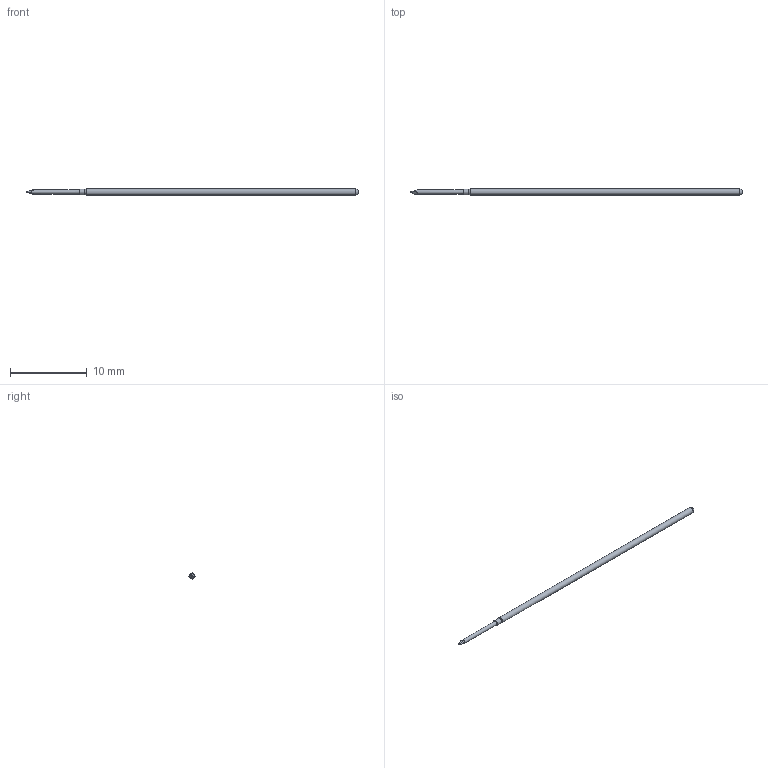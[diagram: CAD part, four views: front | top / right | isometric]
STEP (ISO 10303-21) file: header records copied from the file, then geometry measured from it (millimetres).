
FILE_DESCRIPTION (( 'STEP AP214' ), '1' );
FILE_NAME ('050-R2563.STEP', '2023-06-15T18:47:22', ( '' ), ( '' ), 'SwSTEP 2.0', 'SolidWorks 2020', '' );
FILE_SCHEMA (( 'AUTOMOTIVE_DESIGN' ));
Length unit declared in the file: inch
Products named in the file (1): 050-R2563
Bounding box: 43.18 x 0.78 x 0.78 mm (x, y, z)
Volume: 18.7 mm3; surface area: 100.3 mm2
Topology: 1 solids, 1 shells, 14 faces, 31 edges, 20 vertices
Faces by surface type: bspline 6, cylinder 3, plane 3, torus 1, cone 1
Full cylindrical faces by diameter (mm): 0.531 x1, 0.711 x1, 0.782 x1
Entity records: 1335 total; most frequent: CARTESIAN_POINT 882, ORIENTED_EDGE 48, DIRECTION 30, EDGE_CURVE 24, EDGE_LOOP 20, FACE_OUTER_BOUND 18, VERTEX_POINT 18, B_SPLINE_CURVE_WITH_KNOTS 18
